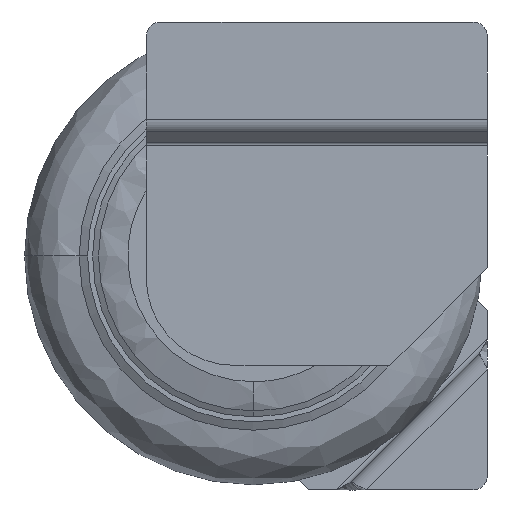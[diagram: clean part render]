
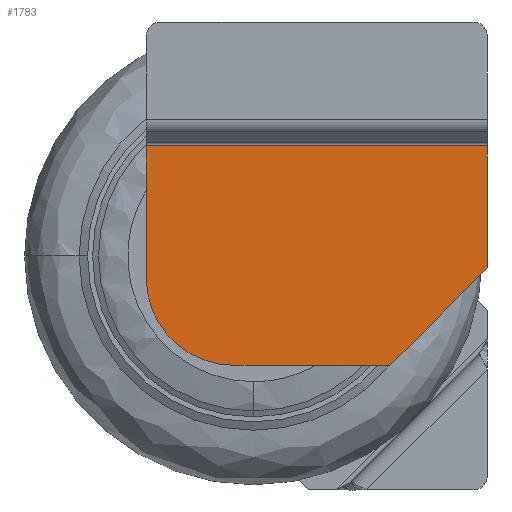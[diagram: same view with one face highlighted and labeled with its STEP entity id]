
A CAD part, front view. The second image highlights one B-rep face of the part: STEP entity #1783.
In plain terms, the highlighted planar face has unit normal (0, -1, 0).
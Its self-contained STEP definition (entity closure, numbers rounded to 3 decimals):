
#12 = VECTOR ( 'NONE', #581, 1000. ) ;
#77 = CARTESIAN_POINT ( 'NONE',  ( 2.4, 0.18, 1.129 ) ) ;
#121 = DIRECTION ( 'NONE',  ( 0., 0., -1. ) ) ;
#128 = VERTEX_POINT ( 'NONE', #1708 ) ;
#208 = EDGE_CURVE ( 'NONE', #1407, #882, #752, .T. ) ;
#311 = VECTOR ( 'NONE', #1370, 1000. ) ;
#317 = LINE ( 'NONE', #1520, #311 ) ;
#350 = AXIS2_PLACEMENT_3D ( 'NONE', #504, #654, #716 ) ;
#403 = EDGE_CURVE ( 'NONE', #1048, #1916, #872, .T. ) ;
#504 = CARTESIAN_POINT ( 'NONE',  ( -0.2, 0.18, -0.221 ) ) ;
#577 = ORIENTED_EDGE ( 'NONE', *, *, #1470, .T. ) ;
#581 = DIRECTION ( 'NONE',  ( 0., 0., -1. ) ) ;
#654 = DIRECTION ( 'NONE',  ( 0., -1., 0. ) ) ;
#683 = VERTEX_POINT ( 'NONE', #1662 ) ;
#699 = CARTESIAN_POINT ( 'NONE',  ( -1.1, 0.18, -1.121 ) ) ;
#716 = DIRECTION ( 'NONE',  ( 0., 0., -1. ) ) ;
#752 = LINE ( 'NONE', #1397, #1555 ) ;
#793 = VECTOR ( 'NONE', #1003, 1000. ) ;
#829 = ORIENTED_EDGE ( 'NONE', *, *, #1624, .T. ) ;
#872 = LINE ( 'NONE', #1639, #12 ) ;
#882 = VERTEX_POINT ( 'NONE', #77 ) ;
#910 = CARTESIAN_POINT ( 'NONE',  ( 1.4, 0.18, -1.121 ) ) ;
#936 = LINE ( 'NONE', #910, #1243 ) ;
#1003 = DIRECTION ( 'NONE',  ( 1., 0., 0. ) ) ;
#1006 = LINE ( 'NONE', #699, #793 ) ;
#1048 = VERTEX_POINT ( 'NONE', #1937 ) ;
#1068 = ORIENTED_EDGE ( 'NONE', *, *, #1178, .T. ) ;
#1092 = ORIENTED_EDGE ( 'NONE', *, *, #208, .T. ) ;
#1112 = EDGE_CURVE ( 'NONE', #1916, #683, #1835, .T. ) ;
#1142 = PLANE ( 'NONE',  #1755 ) ;
#1178 = EDGE_CURVE ( 'NONE', #882, #1048, #317, .T. ) ;
#1242 = DIRECTION ( 'NONE',  ( 0., 0., 1. ) ) ;
#1243 = VECTOR ( 'NONE', #1961, 1000. ) ;
#1370 = DIRECTION ( 'NONE',  ( -1., 0., 0. ) ) ;
#1395 = CARTESIAN_POINT ( 'NONE',  ( 2.4, 0.18, -0.121 ) ) ;
#1397 = CARTESIAN_POINT ( 'NONE',  ( 2.4, 0.18, 1.199 ) ) ;
#1407 = VERTEX_POINT ( 'NONE', #1395 ) ;
#1470 = EDGE_CURVE ( 'NONE', #128, #1407, #936, .T. ) ;
#1520 = CARTESIAN_POINT ( 'NONE',  ( -1.1, 0.18, 1.129 ) ) ;
#1555 = VECTOR ( 'NONE', #1242, 1000. ) ;
#1572 = CARTESIAN_POINT ( 'NONE',  ( -1.1, 0.18, 1.199 ) ) ;
#1624 = EDGE_CURVE ( 'NONE', #683, #128, #1006, .T. ) ;
#1630 = ORIENTED_EDGE ( 'NONE', *, *, #1112, .T. ) ;
#1639 = CARTESIAN_POINT ( 'NONE',  ( -1.1, 0.18, 1.199 ) ) ;
#1662 = CARTESIAN_POINT ( 'NONE',  ( -0.2, 0.18, -1.121 ) ) ;
#1708 = CARTESIAN_POINT ( 'NONE',  ( 1.4, 0.18, -1.121 ) ) ;
#1733 = FACE_OUTER_BOUND ( 'NONE', #1875, .T. ) ;
#1742 = DIRECTION ( 'NONE',  ( 0., -1., 0. ) ) ;
#1755 = AXIS2_PLACEMENT_3D ( 'NONE', #1572, #1742, #121 ) ;
#1783 = ADVANCED_FACE ( 'NONE', ( #1733 ), #1142, .T. ) ;
#1789 = CARTESIAN_POINT ( 'NONE',  ( -1.1, 0.18, -0.221 ) ) ;
#1829 = ORIENTED_EDGE ( 'NONE', *, *, #403, .T. ) ;
#1835 = CIRCLE ( 'NONE', #350, 0.9 ) ;
#1875 = EDGE_LOOP ( 'NONE', ( #1092, #1068, #1829, #1630, #829, #577 ) ) ;
#1916 = VERTEX_POINT ( 'NONE', #1789 ) ;
#1937 = CARTESIAN_POINT ( 'NONE',  ( -1.1, 0.18, 1.129 ) ) ;
#1961 = DIRECTION ( 'NONE',  ( 0.707, 0., 0.707 ) ) ;
